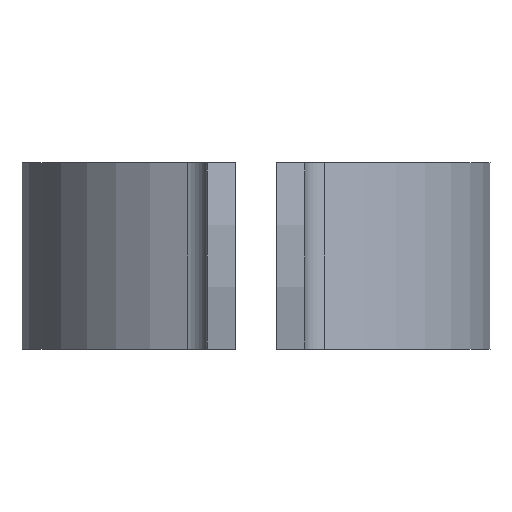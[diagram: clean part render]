
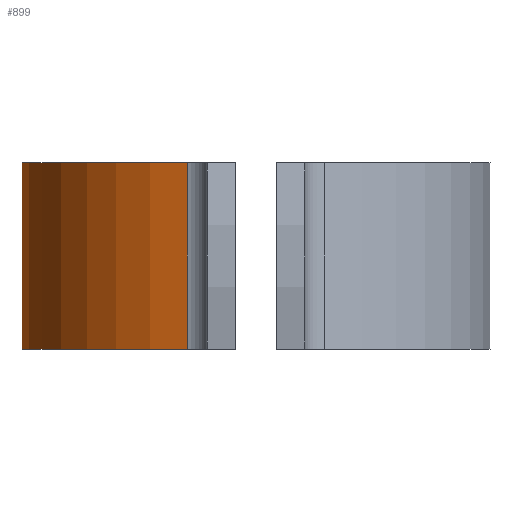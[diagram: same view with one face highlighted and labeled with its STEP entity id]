
A CAD part, left-side view. The second image highlights one B-rep face of the part: STEP entity #899.
In plain terms, the highlighted cylindrical face has radius 50.45 mm (diameter 100.9 mm), a partial arc.
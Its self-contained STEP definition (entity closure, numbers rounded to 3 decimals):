
#2 = VERTEX_POINT ( 'NONE', #974 ) ;
#44 = AXIS2_PLACEMENT_3D ( 'NONE', #53, #728, #156 ) ;
#53 = CARTESIAN_POINT ( 'NONE',  ( 0., 0., -40. ) ) ;
#62 = CIRCLE ( 'NONE', #559, 50.45 ) ;
#74 = CARTESIAN_POINT ( 'NONE',  ( -48.247, 14.746, -40. ) ) ;
#134 = CARTESIAN_POINT ( 'NONE',  ( 0., 0., -40. ) ) ;
#156 = DIRECTION ( 'NONE',  ( 1., 0., 0. ) ) ;
#164 = AXIS2_PLACEMENT_3D ( 'NONE', #821, #1107, #332 ) ;
#165 = DIRECTION ( 'NONE',  ( 0., 0., 1. ) ) ;
#167 = CARTESIAN_POINT ( 'NONE',  ( 48.247, 14.746, -40. ) ) ;
#176 = CARTESIAN_POINT ( 'NONE',  ( -48.247, 14.746, -40. ) ) ;
#332 = DIRECTION ( 'NONE',  ( -1., 0., 0. ) ) ;
#344 = CARTESIAN_POINT ( 'NONE',  ( 48.247, 14.746, -40. ) ) ;
#362 = VECTOR ( 'NONE', #165, 1000. ) ;
#475 = VERTEX_POINT ( 'NONE', #176 ) ;
#485 = EDGE_LOOP ( 'NONE', ( #1105, #847, #658, #556 ) ) ;
#514 = DIRECTION ( 'NONE',  ( -1., 0., 0. ) ) ;
#526 = CIRCLE ( 'NONE', #164, 50.45 ) ;
#556 = ORIENTED_EDGE ( 'NONE', *, *, #981, .T. ) ;
#559 = AXIS2_PLACEMENT_3D ( 'NONE', #134, #1102, #514 ) ;
#630 = EDGE_CURVE ( 'NONE', #901, #774, #1235, .T. ) ;
#645 = VECTOR ( 'NONE', #942, 1000. ) ;
#658 = ORIENTED_EDGE ( 'NONE', *, *, #925, .T. ) ;
#728 = DIRECTION ( 'NONE',  ( 0., 0., 1. ) ) ;
#756 = LINE ( 'NONE', #74, #362 ) ;
#774 = VERTEX_POINT ( 'NONE', #868 ) ;
#821 = CARTESIAN_POINT ( 'NONE',  ( 0., 0., 0. ) ) ;
#845 = EDGE_CURVE ( 'NONE', #774, #2, #526, .T. ) ;
#847 = ORIENTED_EDGE ( 'NONE', *, *, #630, .F. ) ;
#868 = CARTESIAN_POINT ( 'NONE',  ( 48.247, 14.746, 0. ) ) ;
#899 = ADVANCED_FACE ( 'NONE', ( #1096 ), #907, .T. ) ;
#901 = VERTEX_POINT ( 'NONE', #344 ) ;
#907 = CYLINDRICAL_SURFACE ( 'NONE', #44, 50.45 ) ;
#925 = EDGE_CURVE ( 'NONE', #901, #475, #62, .T. ) ;
#942 = DIRECTION ( 'NONE',  ( 0., 0., 1. ) ) ;
#974 = CARTESIAN_POINT ( 'NONE',  ( -48.247, 14.746, 0. ) ) ;
#981 = EDGE_CURVE ( 'NONE', #475, #2, #756, .T. ) ;
#1096 = FACE_OUTER_BOUND ( 'NONE', #485, .T. ) ;
#1102 = DIRECTION ( 'NONE',  ( 0., 0., 1. ) ) ;
#1105 = ORIENTED_EDGE ( 'NONE', *, *, #845, .F. ) ;
#1107 = DIRECTION ( 'NONE',  ( 0., 0., 1. ) ) ;
#1235 = LINE ( 'NONE', #167, #645 ) ;
